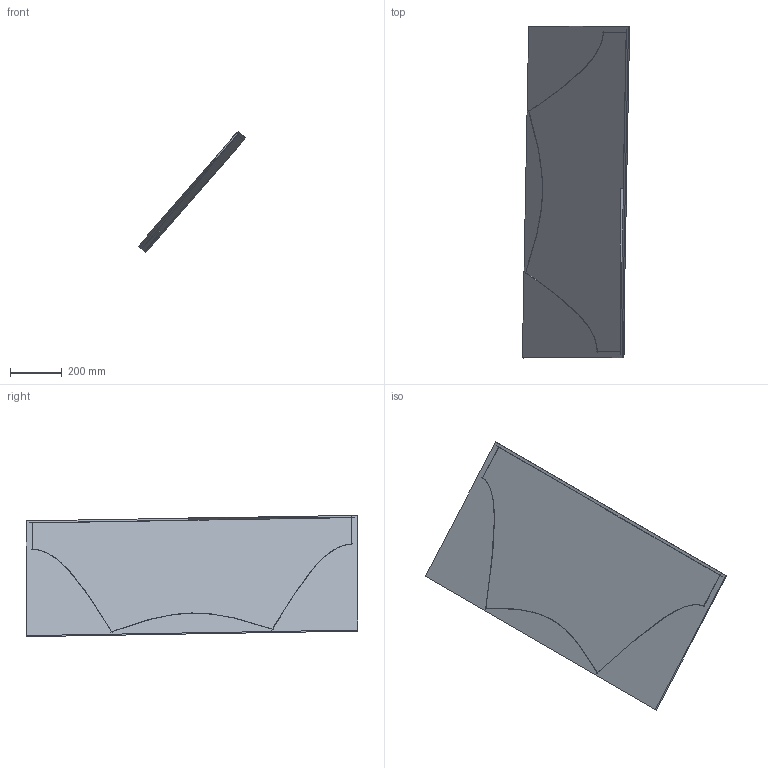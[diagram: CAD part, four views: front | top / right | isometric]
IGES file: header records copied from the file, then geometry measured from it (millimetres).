
Start section:  PTC IGES file: y_fitting_small_pipe.igs
Global section: file name: y_fitting_small_pipe.igs; native system: Creo Parametric by PTC Inc.; preprocessor: 2024273; author: ASUS; organization: Unknown; date: 20250525.093313; units: millimetre
Bounding box: 416.86 x 1288.76 x 471.25 mm (x, y, z)
Surface area: 2583854.2 mm2 (no closed solid volume)
Topology: 0 solids, 0 shells, 20 faces, 256 edges, 328 vertices
Faces by surface type: bspline 20
